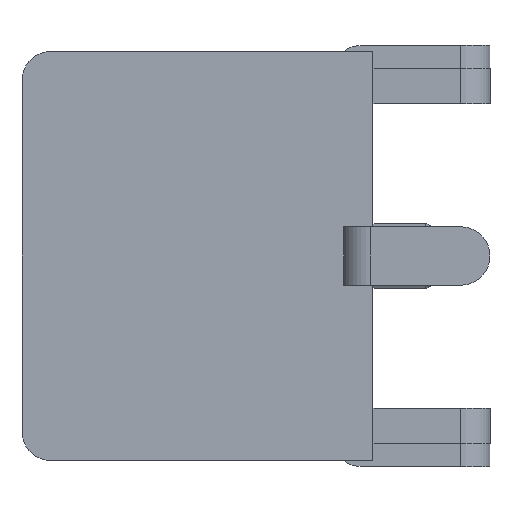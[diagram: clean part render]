
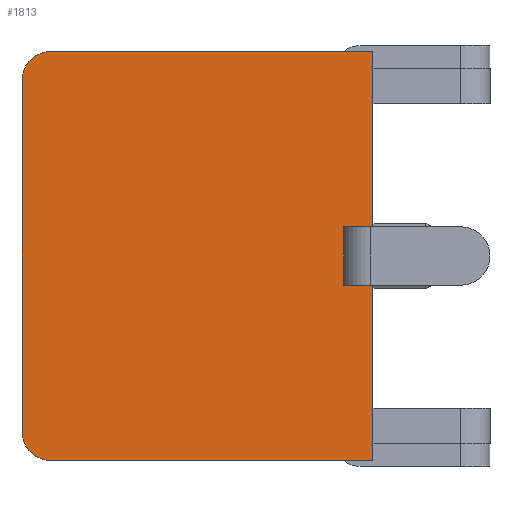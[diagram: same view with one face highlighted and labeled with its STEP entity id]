
A CAD part, left-side view. The second image highlights one B-rep face of the part: STEP entity #1813.
In plain terms, the highlighted planar face has unit normal (-1, 0, 0).
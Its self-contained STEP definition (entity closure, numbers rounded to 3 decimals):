
#13 = ORIENTED_EDGE ( 'NONE', *, *, #632, .T. ) ;
#27 = VECTOR ( 'NONE', #1365, 1000. ) ;
#29 = CARTESIAN_POINT ( 'NONE',  ( -6.1, 2.5, 6.5 ) ) ;
#39 = DIRECTION ( 'NONE',  ( 0., 0., -1. ) ) ;
#43 = CARTESIAN_POINT ( 'NONE',  ( -6.1, 3., 7. ) ) ;
#45 = CARTESIAN_POINT ( 'NONE',  ( -6.1, -3., 7. ) ) ;
#72 = LINE ( 'NONE', #2150, #1450 ) ;
#76 = VERTEX_POINT ( 'NONE', #1911 ) ;
#127 = VERTEX_POINT ( 'NONE', #1299 ) ;
#145 = EDGE_CURVE ( 'NONE', #1984, #1785, #72, .T. ) ;
#167 = VECTOR ( 'NONE', #1647, 1000. ) ;
#194 = CARTESIAN_POINT ( 'NONE',  ( -6.1, 3., 3. ) ) ;
#224 = VERTEX_POINT ( 'NONE', #1522 ) ;
#256 = CARTESIAN_POINT ( 'NONE',  ( -6.1, -2.5, 4. ) ) ;
#321 = CARTESIAN_POINT ( 'NONE',  ( -6.1, 3., 0. ) ) ;
#333 = VERTEX_POINT ( 'NONE', #2212 ) ;
#360 = CARTESIAN_POINT ( 'NONE',  ( -6.1, -2.5, 7. ) ) ;
#361 = EDGE_CURVE ( 'NONE', #76, #543, #1024, .T. ) ;
#434 = ORIENTED_EDGE ( 'NONE', *, *, #1423, .T. ) ;
#477 = VECTOR ( 'NONE', #1382, 1000. ) ;
#524 = DIRECTION ( 'NONE',  ( 0., 0., 1. ) ) ;
#543 = VERTEX_POINT ( 'NONE', #1430 ) ;
#553 = VECTOR ( 'NONE', #2107, 1000. ) ;
#571 = CARTESIAN_POINT ( 'NONE',  ( -6.1, 2.5, 0. ) ) ;
#579 = EDGE_LOOP ( 'NONE', ( #2029, #932, #729, #810, #1933, #816, #13, #1104, #434, #1884 ) ) ;
#625 = DIRECTION ( 'NONE',  ( 0., -1., 0. ) ) ;
#627 = VECTOR ( 'NONE', #667, 1000. ) ;
#632 = EDGE_CURVE ( 'NONE', #1529, #1369, #1495, .T. ) ;
#667 = DIRECTION ( 'NONE',  ( 0., 0., -1. ) ) ;
#692 = LINE ( 'NONE', #1367, #627 ) ;
#703 = LINE ( 'NONE', #1862, #477 ) ;
#729 = ORIENTED_EDGE ( 'NONE', *, *, #1871, .F. ) ;
#773 = DIRECTION ( 'NONE',  ( -1., 0., 0. ) ) ;
#810 = ORIENTED_EDGE ( 'NONE', *, *, #361, .T. ) ;
#815 = EDGE_CURVE ( 'NONE', #1555, #1785, #968, .T. ) ;
#816 = ORIENTED_EDGE ( 'NONE', *, *, #1992, .T. ) ;
#932 = ORIENTED_EDGE ( 'NONE', *, *, #815, .F. ) ;
#968 = LINE ( 'NONE', #1696, #27 ) ;
#1024 = CIRCLE ( 'NONE', #2095, 0.5 ) ;
#1104 = ORIENTED_EDGE ( 'NONE', *, *, #1748, .F. ) ;
#1232 = LINE ( 'NONE', #1585, #553 ) ;
#1299 = CARTESIAN_POINT ( 'NONE',  ( -6.1, -3., 3. ) ) ;
#1300 = VECTOR ( 'NONE', #1362, 1000. ) ;
#1354 = EDGE_CURVE ( 'NONE', #333, #1984, #2196, .T. ) ;
#1362 = DIRECTION ( 'NONE',  ( 0., 1., 0. ) ) ;
#1365 = DIRECTION ( 'NONE',  ( 0., 0., -1. ) ) ;
#1367 = CARTESIAN_POINT ( 'NONE',  ( -6.1, 3., 7. ) ) ;
#1369 = VERTEX_POINT ( 'NONE', #1890 ) ;
#1380 = VECTOR ( 'NONE', #524, 1000. ) ;
#1382 = DIRECTION ( 'NONE',  ( 0., 0., -1. ) ) ;
#1401 = DIRECTION ( 'NONE',  ( 0., 0., -1. ) ) ;
#1423 = EDGE_CURVE ( 'NONE', #127, #333, #2035, .T. ) ;
#1430 = CARTESIAN_POINT ( 'NONE',  ( -6.1, 3., 6.5 ) ) ;
#1435 = CARTESIAN_POINT ( 'NONE',  ( -6.1, -3., 4. ) ) ;
#1450 = VECTOR ( 'NONE', #625, 1000. ) ;
#1495 = LINE ( 'NONE', #321, #167 ) ;
#1522 = CARTESIAN_POINT ( 'NONE',  ( -6.1, 3., 0.5 ) ) ;
#1529 = VERTEX_POINT ( 'NONE', #571 ) ;
#1555 = VERTEX_POINT ( 'NONE', #45 ) ;
#1576 = FACE_OUTER_BOUND ( 'NONE', #579, .T. ) ;
#1585 = CARTESIAN_POINT ( 'NONE',  ( -6.1, 3., 7. ) ) ;
#1620 = CARTESIAN_POINT ( 'NONE',  ( -6.1, 2.5, 0.5 ) ) ;
#1647 = DIRECTION ( 'NONE',  ( 0., -1., 0. ) ) ;
#1659 = AXIS2_PLACEMENT_3D ( 'NONE', #1620, #773, #2000 ) ;
#1696 = CARTESIAN_POINT ( 'NONE',  ( -6.1, -3., 7. ) ) ;
#1727 = DIRECTION ( 'NONE',  ( -1., 0., 0. ) ) ;
#1737 = PLANE ( 'NONE',  #2153 ) ;
#1748 = EDGE_CURVE ( 'NONE', #127, #1369, #703, .T. ) ;
#1750 = DIRECTION ( 'NONE',  ( 1., 0., 0. ) ) ;
#1785 = VERTEX_POINT ( 'NONE', #1435 ) ;
#1813 = ADVANCED_FACE ( 'NONE', ( #1576 ), #1737, .F. ) ;
#1862 = CARTESIAN_POINT ( 'NONE',  ( -6.1, -3., 7. ) ) ;
#1871 = EDGE_CURVE ( 'NONE', #76, #1555, #1232, .T. ) ;
#1884 = ORIENTED_EDGE ( 'NONE', *, *, #1354, .T. ) ;
#1890 = CARTESIAN_POINT ( 'NONE',  ( -6.1, -3., 0. ) ) ;
#1911 = CARTESIAN_POINT ( 'NONE',  ( -6.1, 2.5, 7. ) ) ;
#1933 = ORIENTED_EDGE ( 'NONE', *, *, #2151, .T. ) ;
#1984 = VERTEX_POINT ( 'NONE', #256 ) ;
#1992 = EDGE_CURVE ( 'NONE', #224, #1529, #2155, .T. ) ;
#2000 = DIRECTION ( 'NONE',  ( 0., 0., -1. ) ) ;
#2029 = ORIENTED_EDGE ( 'NONE', *, *, #145, .T. ) ;
#2035 = LINE ( 'NONE', #194, #1300 ) ;
#2095 = AXIS2_PLACEMENT_3D ( 'NONE', #29, #1727, #39 ) ;
#2107 = DIRECTION ( 'NONE',  ( 0., -1., 0. ) ) ;
#2150 = CARTESIAN_POINT ( 'NONE',  ( -6.1, 3., 4. ) ) ;
#2151 = EDGE_CURVE ( 'NONE', #543, #224, #692, .T. ) ;
#2153 = AXIS2_PLACEMENT_3D ( 'NONE', #43, #1750, #1401 ) ;
#2155 = CIRCLE ( 'NONE', #1659, 0.5 ) ;
#2196 = LINE ( 'NONE', #360, #1380 ) ;
#2212 = CARTESIAN_POINT ( 'NONE',  ( -6.1, -2.5, 3. ) ) ;
